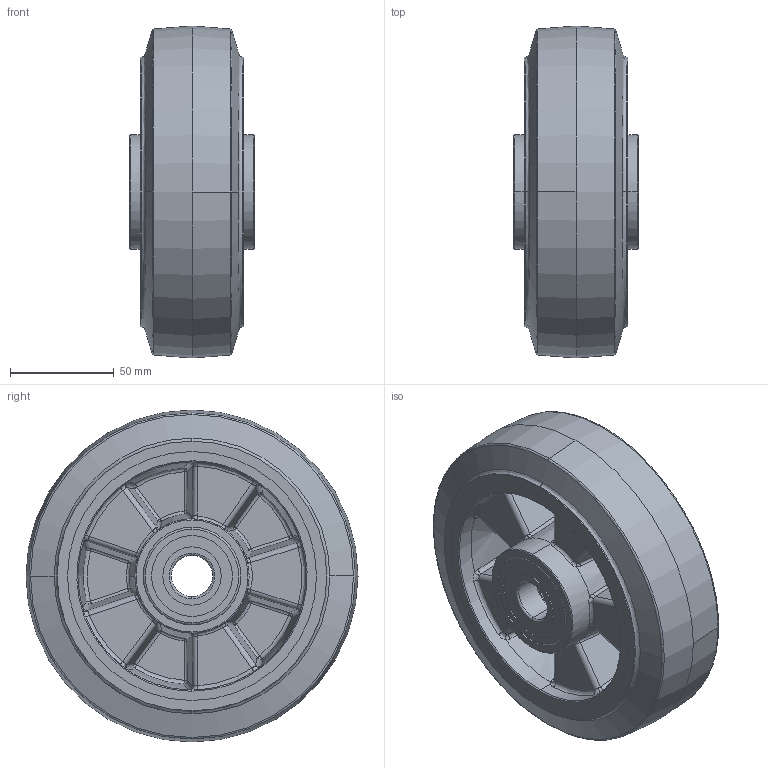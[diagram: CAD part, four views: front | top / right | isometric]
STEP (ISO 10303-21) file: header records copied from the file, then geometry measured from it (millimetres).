
FILE_DESCRIPTION (( 'STEP AP214' ), '1' );
FILE_NAME ('0031546_EGA-160-50-60-K20-EC.STEP', '2017-06-28T08:04:28', ( '' ), ( '' ), 'SwSTEP 2.0', 'SolidWorks 2016', '' );
FILE_SCHEMA (( 'AUTOMOTIVE_DESIGN' ));
Length unit declared in the file: millimetre
Products named in the file (1): 0031546_EGA-160-50-60-K20-EC
Bounding box: 60 x 160 x 160 mm (x, y, z)
Volume: 611546.2 mm3; surface area: 163158.7 mm2
Topology: 9 solids, 9 shells, 475 faces, 1133 edges, 638 vertices
Faces by surface type: bspline 242, cylinder 106, plane 66, cone 37, torus 24
Entity records: 24672 total; most frequent: CARTESIAN_POINT 10314, ORIENTED_EDGE 2174, DIRECTION 1515, EDGE_CURVE 1087, AXIS2_PLACEMENT_3D 676, VERTEX_POINT 638, EDGE_LOOP 501, UNCERTAINTY_MEASURE_WITH_UNIT 486
